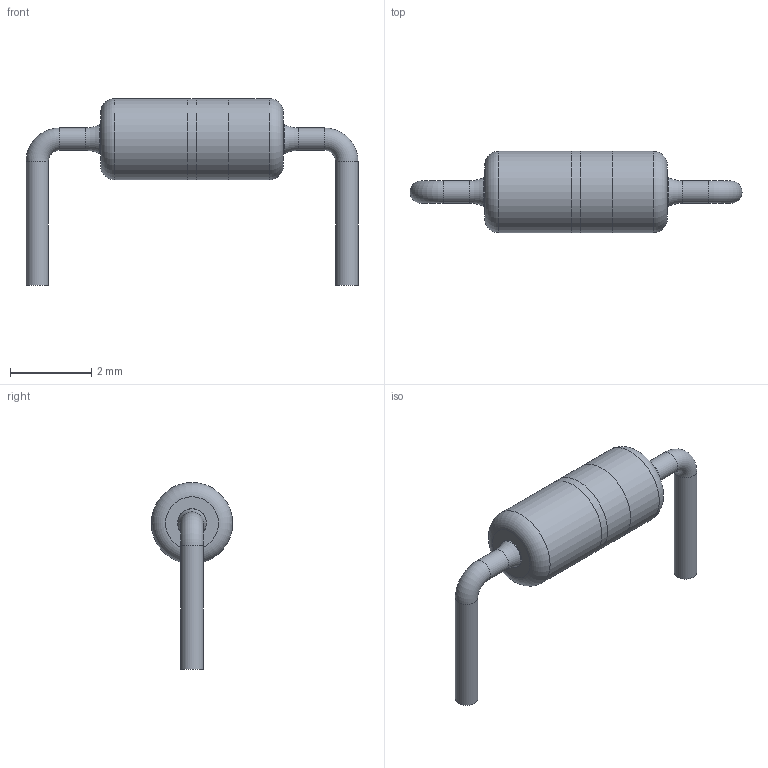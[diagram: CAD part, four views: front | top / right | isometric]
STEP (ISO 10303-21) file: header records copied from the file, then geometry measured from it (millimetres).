
FILE_DESCRIPTION(('STEP AP214'), '1');
FILE_NAME('DO-204AH-RED', '', ('UNSPECIFIED'), ('UNSPECIFIED'), 'ASCON STEP Converter 1.3', 'ASCON Math Kernel', '');
FILE_SCHEMA(('AUTOMOTIVE_DESIGN { 1 0 10303 214 3 1 1}'));
Length unit declared in the file: millimetre
Bounding box: 8.17 x 2 x 4.6 mm (x, y, z)
Volume: 16.2 mm3; surface area: 51 mm2
Topology: 3 solids, 3 shells, 22 faces, 36 edges, 20 vertices
Faces by surface type: cylinder 8, torus 8, plane 6
Full cylindrical faces by diameter (mm): 0.55 x4, 2 x4
Entity records: 656 total; most frequent: DIRECTION 86, CARTESIAN_POINT 63, AXIS2_PLACEMENT_3D 43, ORIENTED_EDGE 40, EDGE_LOOP 38, FACE_OUTER_BOUND 30, COLOUR_RGB 25, FILL_AREA_STYLE_COLOUR 25
